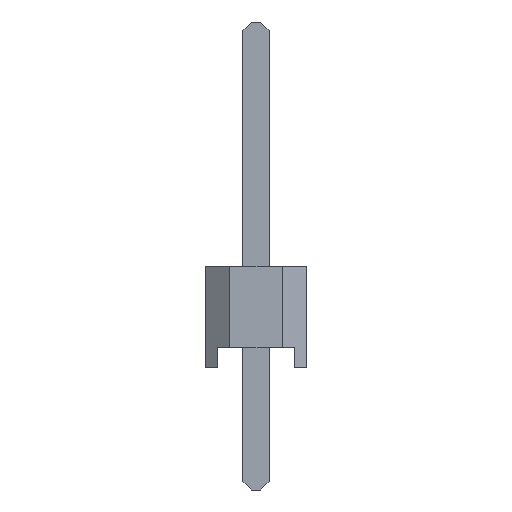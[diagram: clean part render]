
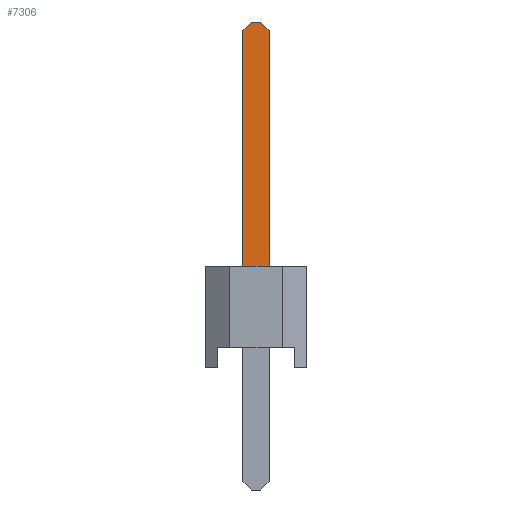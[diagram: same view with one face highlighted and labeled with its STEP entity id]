
A CAD part, left-side view. The second image highlights one B-rep face of the part: STEP entity #7306.
In plain terms, the highlighted planar face has unit normal (-1, 0, 0).
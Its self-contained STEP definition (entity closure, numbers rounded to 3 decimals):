
#271 = DIRECTION ( 'NONE',  ( 0., 1., 0. ) ) ;
#621 = VERTEX_POINT ( 'NONE', #11836 ) ;
#1661 = FACE_OUTER_BOUND ( 'NONE', #13363, .T. ) ;
#3092 = VECTOR ( 'NONE', #11402, 1000. ) ;
#4017 = EDGE_CURVE ( 'NONE', #621, #25812, #18605, .T. ) ;
#4031 = DIRECTION ( 'NONE',  ( 0., 0., 1. ) ) ;
#4201 = CARTESIAN_POINT ( 'NONE',  ( -20.64, 0., 2.5 ) ) ;
#4273 = CARTESIAN_POINT ( 'NONE',  ( -20.64, 0., 0. ) ) ;
#4326 = CARTESIAN_POINT ( 'NONE',  ( -20.64, -0.32, -2.8 ) ) ;
#4568 = VERTEX_POINT ( 'NONE', #7003 ) ;
#5454 = EDGE_CURVE ( 'NONE', #11204, #4568, #6732, .T. ) ;
#6732 = LINE ( 'NONE', #10946, #3092 ) ;
#6909 = DIRECTION ( 'NONE',  ( 0., 0., 1. ) ) ;
#7003 = CARTESIAN_POINT ( 'NONE',  ( -20.64, 0.32, 8.3 ) ) ;
#7306 = ADVANCED_FACE ( 'NONE', ( #1661 ), #11260, .T. ) ;
#7447 = ORIENTED_EDGE ( 'NONE', *, *, #5454, .T. ) ;
#8344 = VECTOR ( 'NONE', #22616, 1000. ) ;
#8664 = CARTESIAN_POINT ( 'NONE',  ( -20.64, 0.32, 2.5 ) ) ;
#10275 = ORIENTED_EDGE ( 'NONE', *, *, #18309, .F. ) ;
#10552 = ORIENTED_EDGE ( 'NONE', *, *, #17488, .T. ) ;
#10889 = LINE ( 'NONE', #27540, #18897 ) ;
#10946 = CARTESIAN_POINT ( 'NONE',  ( -20.64, 0.32, 8.3 ) ) ;
#11033 = VECTOR ( 'NONE', #19223, 1000. ) ;
#11204 = VERTEX_POINT ( 'NONE', #18409 ) ;
#11260 = PLANE ( 'NONE',  #30552 ) ;
#11402 = DIRECTION ( 'NONE',  ( 0., 0.707, -0.707 ) ) ;
#11836 = CARTESIAN_POINT ( 'NONE',  ( -20.64, -0.32, 2.5 ) ) ;
#12238 = CARTESIAN_POINT ( 'NONE',  ( -20.64, 0.12, 8.5 ) ) ;
#12608 = CARTESIAN_POINT ( 'NONE',  ( -20.64, -0.32, 8.3 ) ) ;
#13363 = EDGE_LOOP ( 'NONE', ( #10275, #24048, #10552, #21306, #7447, #20239 ) ) ;
#17488 = EDGE_CURVE ( 'NONE', #25812, #20104, #10889, .T. ) ;
#18309 = EDGE_CURVE ( 'NONE', #621, #30696, #21560, .T. ) ;
#18409 = CARTESIAN_POINT ( 'NONE',  ( -20.64, 0.12, 8.5 ) ) ;
#18605 = LINE ( 'NONE', #4326, #21760 ) ;
#18897 = VECTOR ( 'NONE', #24844, 1000. ) ;
#19223 = DIRECTION ( 'NONE',  ( 0., 1., 0. ) ) ;
#20104 = VERTEX_POINT ( 'NONE', #22984 ) ;
#20239 = ORIENTED_EDGE ( 'NONE', *, *, #23607, .T. ) ;
#20273 = LINE ( 'NONE', #22461, #8344 ) ;
#21306 = ORIENTED_EDGE ( 'NONE', *, *, #26582, .T. ) ;
#21560 = LINE ( 'NONE', #4201, #25366 ) ;
#21760 = VECTOR ( 'NONE', #4031, 1000. ) ;
#22461 = CARTESIAN_POINT ( 'NONE',  ( -20.64, 0.32, -2.8 ) ) ;
#22616 = DIRECTION ( 'NONE',  ( 0., 0., -1. ) ) ;
#22984 = CARTESIAN_POINT ( 'NONE',  ( -20.64, -0.12, 8.5 ) ) ;
#23607 = EDGE_CURVE ( 'NONE', #4568, #30696, #20273, .T. ) ;
#24048 = ORIENTED_EDGE ( 'NONE', *, *, #4017, .T. ) ;
#24844 = DIRECTION ( 'NONE',  ( 0., 0.707, 0.707 ) ) ;
#25366 = VECTOR ( 'NONE', #271, 1000. ) ;
#25812 = VERTEX_POINT ( 'NONE', #12608 ) ;
#26582 = EDGE_CURVE ( 'NONE', #20104, #11204, #28584, .T. ) ;
#27540 = CARTESIAN_POINT ( 'NONE',  ( -20.64, -0.32, 8.3 ) ) ;
#28584 = LINE ( 'NONE', #12238, #11033 ) ;
#30103 = DIRECTION ( 'NONE',  ( -1., 0., 0. ) ) ;
#30552 = AXIS2_PLACEMENT_3D ( 'NONE', #4273, #30103, #6909 ) ;
#30696 = VERTEX_POINT ( 'NONE', #8664 ) ;
